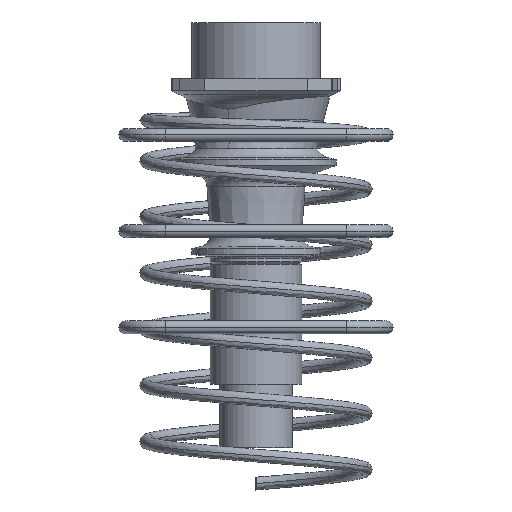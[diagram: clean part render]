
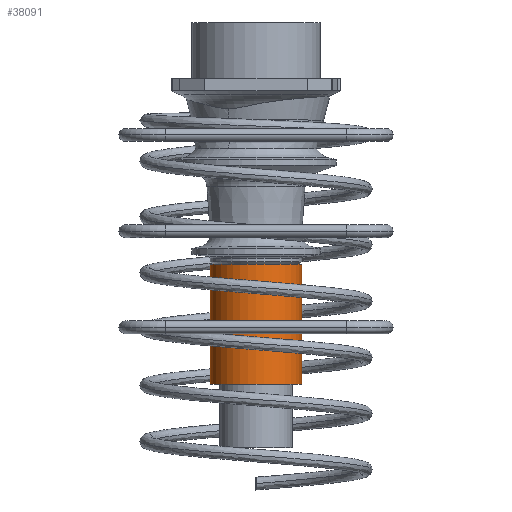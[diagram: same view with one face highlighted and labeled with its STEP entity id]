
A CAD part, front view. The second image highlights one B-rep face of the part: STEP entity #38091.
In plain terms, the highlighted cylindrical face has radius 57.15 mm (diameter 114.3 mm), a partial arc.
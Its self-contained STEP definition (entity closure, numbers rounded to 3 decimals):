
#585 = EDGE_LOOP ( 'NONE', ( #18474, #21200, #60707, #33295 ) ) ;
#2274 = DIRECTION ( 'NONE',  ( 0., 0., 1. ) ) ;
#6181 = AXIS2_PLACEMENT_3D ( 'NONE', #39709, #24005, #29222 ) ;
#9374 = CARTESIAN_POINT ( 'NONE',  ( -57.15, 0., -252.881 ) ) ;
#14482 = EDGE_CURVE ( 'NONE', #56712, #20864, #30617, .T. ) ;
#17810 = VECTOR ( 'NONE', #31885, 1000. ) ;
#18474 = ORIENTED_EDGE ( 'NONE', *, *, #14482, .F. ) ;
#19167 = CARTESIAN_POINT ( 'NONE',  ( -57.15, 0., -402.881 ) ) ;
#19946 = EDGE_CURVE ( 'NONE', #36986, #48856, #30043, .T. ) ;
#20864 = VERTEX_POINT ( 'NONE', #9374 ) ;
#21200 = ORIENTED_EDGE ( 'NONE', *, *, #46500, .T. ) ;
#21311 = EDGE_CURVE ( 'NONE', #20864, #48856, #41427, .T. ) ;
#22997 = DIRECTION ( 'NONE',  ( 0., 0., 1. ) ) ;
#24005 = DIRECTION ( 'NONE',  ( 0., 0., 1. ) ) ;
#25134 = CARTESIAN_POINT ( 'NONE',  ( 57.15, 0., -252.881 ) ) ;
#26526 = CARTESIAN_POINT ( 'NONE',  ( 57.15, 0., -402.881 ) ) ;
#26647 = CARTESIAN_POINT ( 'NONE',  ( 57.15, 0., -402.881 ) ) ;
#29222 = DIRECTION ( 'NONE',  ( 1., 0., 0. ) ) ;
#30043 = LINE ( 'NONE', #26647, #17810 ) ;
#30617 = LINE ( 'NONE', #19167, #32257 ) ;
#31885 = DIRECTION ( 'NONE',  ( 0., 0., 1. ) ) ;
#32257 = VECTOR ( 'NONE', #55507, 1000. ) ;
#32621 = CIRCLE ( 'NONE', #33323, 57.15 ) ;
#33295 = ORIENTED_EDGE ( 'NONE', *, *, #21311, .F. ) ;
#33323 = AXIS2_PLACEMENT_3D ( 'NONE', #54093, #22997, #59356 ) ;
#33462 = CARTESIAN_POINT ( 'NONE',  ( 0., 0., -252.881 ) ) ;
#36986 = VERTEX_POINT ( 'NONE', #26526 ) ;
#38091 = ADVANCED_FACE ( 'NONE', ( #51486 ), #46621, .T. ) ;
#38696 = DIRECTION ( 'NONE',  ( 1., 0., 0. ) ) ;
#39709 = CARTESIAN_POINT ( 'NONE',  ( 0., 0., -402.881 ) ) ;
#41427 = CIRCLE ( 'NONE', #61823, 57.15 ) ;
#46500 = EDGE_CURVE ( 'NONE', #56712, #36986, #32621, .T. ) ;
#46621 = CYLINDRICAL_SURFACE ( 'NONE', #6181, 57.15 ) ;
#48856 = VERTEX_POINT ( 'NONE', #25134 ) ;
#51486 = FACE_OUTER_BOUND ( 'NONE', #585, .T. ) ;
#52833 = CARTESIAN_POINT ( 'NONE',  ( -57.15, 0., -402.881 ) ) ;
#54093 = CARTESIAN_POINT ( 'NONE',  ( 0., 0., -402.881 ) ) ;
#55507 = DIRECTION ( 'NONE',  ( 0., 0., 1. ) ) ;
#56712 = VERTEX_POINT ( 'NONE', #52833 ) ;
#59356 = DIRECTION ( 'NONE',  ( 1., 0., 0. ) ) ;
#60707 = ORIENTED_EDGE ( 'NONE', *, *, #19946, .T. ) ;
#61823 = AXIS2_PLACEMENT_3D ( 'NONE', #33462, #2274, #38696 ) ;
